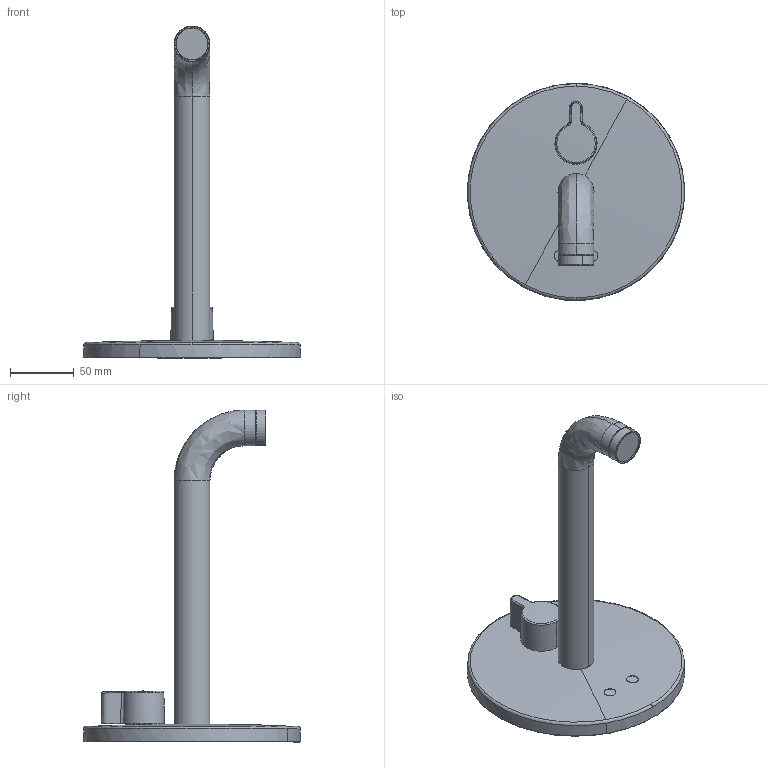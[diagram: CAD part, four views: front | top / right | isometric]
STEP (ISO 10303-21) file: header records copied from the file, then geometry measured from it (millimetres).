
FILE_DESCRIPTION (( 'STEP AP203' ), '1' );
FILE_NAME ('6614C(2016)+81812111+6614CZ(2021)+81812119(2021).STEP', '2021-07-08T06:55:42', ( '' ), ( '' ), 'SwSTEP 2.0', 'SolidWorks 2016', '' );
FILE_SCHEMA (( 'CONFIG_CONTROL_DESIGN' ));
Length unit declared in the file: millimetre
Products named in the file (1): 6614C(2016)+81812111+6614CZ(2021)+81812119(2021)
Bounding box: 169.89 x 169.74 x 259.57 mm (x, y, z)
Volume: 487133.2 mm3; surface area: 79138.7 mm2
Topology: 1 solids, 1 shells, 54 faces, 116 edges, 71 vertices
Faces by surface type: bspline 22, cylinder 10, plane 8, torus 6, cone 6, sphere 2
Entity records: 3635 total; most frequent: CARTESIAN_POINT 2495, ORIENTED_EDGE 232, DIRECTION 206, EDGE_CURVE 116, AXIS2_PLACEMENT_3D 95, VERTEX_POINT 71, CIRCLE 62, EDGE_LOOP 61
